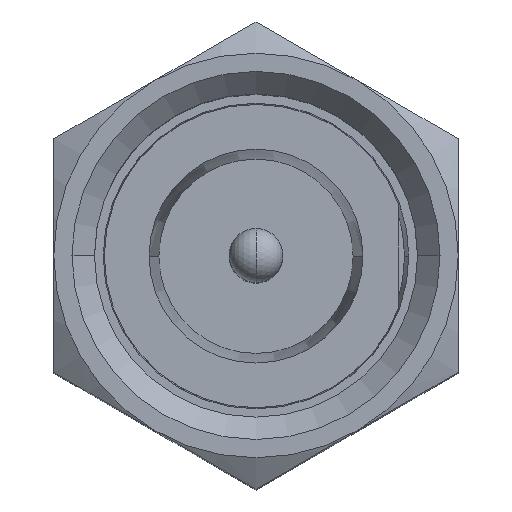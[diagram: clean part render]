
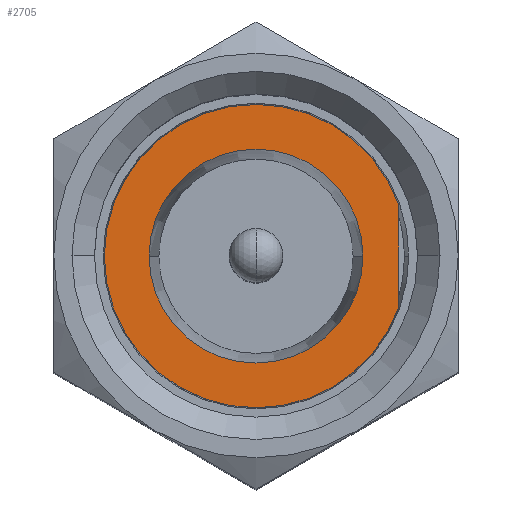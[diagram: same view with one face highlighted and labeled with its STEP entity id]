
A CAD part, top view. The second image highlights one B-rep face of the part: STEP entity #2705.
In plain terms, the highlighted planar face has unit normal (0, 0, 1).
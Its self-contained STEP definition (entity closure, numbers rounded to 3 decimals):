
#41 = AXIS2_PLACEMENT_3D ( 'NONE', #2302, #754, #2566 ) ;
#148 = CARTESIAN_POINT ( 'NONE',  ( 3.175, 1.145, -7.5 ) ) ;
#171 = CARTESIAN_POINT ( 'NONE',  ( 3.175, 1.145, -7.5 ) ) ;
#173 = AXIS2_PLACEMENT_3D ( 'NONE', #801, #2067, #533 ) ;
#437 = CARTESIAN_POINT ( 'NONE',  ( 2.38, 0., -7.5 ) ) ;
#439 = EDGE_CURVE ( 'NONE', #896, #1857, #1454, .T. ) ;
#501 = DIRECTION ( 'NONE',  ( 0., 0., 1. ) ) ;
#533 = DIRECTION ( 'NONE',  ( 1., 0., 0. ) ) ;
#663 = EDGE_CURVE ( 'NONE', #869, #3134, #2351, .T. ) ;
#721 = AXIS2_PLACEMENT_3D ( 'NONE', #2034, #501, #2305 ) ;
#754 = DIRECTION ( 'NONE',  ( 0., 0., 1. ) ) ;
#801 = CARTESIAN_POINT ( 'NONE',  ( 0., 0., -7.5 ) ) ;
#869 = VERTEX_POINT ( 'NONE', #171 ) ;
#896 = VERTEX_POINT ( 'NONE', #2411 ) ;
#988 = EDGE_LOOP ( 'NONE', ( #2493, #1697 ) ) ;
#1021 = CIRCLE ( 'NONE', #41, 2.38 ) ;
#1198 = DIRECTION ( 'NONE',  ( 0., -1., 0. ) ) ;
#1454 = CIRCLE ( 'NONE', #173, 2.38 ) ;
#1492 = DIRECTION ( 'NONE',  ( 0., 0., -1. ) ) ;
#1587 = CARTESIAN_POINT ( 'NONE',  ( 3.175, -1.145, -7.5 ) ) ;
#1697 = ORIENTED_EDGE ( 'NONE', *, *, #663, .F. ) ;
#1831 = ORIENTED_EDGE ( 'NONE', *, *, #439, .F. ) ;
#1857 = VERTEX_POINT ( 'NONE', #437 ) ;
#1915 = EDGE_CURVE ( 'NONE', #869, #3134, #2436, .T. ) ;
#1995 = PLANE ( 'NONE',  #2892 ) ;
#2034 = CARTESIAN_POINT ( 'NONE',  ( 0., 0., -7.5 ) ) ;
#2067 = DIRECTION ( 'NONE',  ( 0., 0., 1. ) ) ;
#2228 = ORIENTED_EDGE ( 'NONE', *, *, #2796, .F. ) ;
#2302 = CARTESIAN_POINT ( 'NONE',  ( 0., 0., -7.5 ) ) ;
#2305 = DIRECTION ( 'NONE',  ( 1., 0., 0. ) ) ;
#2351 = LINE ( 'NONE', #148, #3036 ) ;
#2411 = CARTESIAN_POINT ( 'NONE',  ( -2.38, 0., -7.5 ) ) ;
#2436 = CIRCLE ( 'NONE', #721, 3.375 ) ;
#2493 = ORIENTED_EDGE ( 'NONE', *, *, #1915, .T. ) ;
#2560 = EDGE_LOOP ( 'NONE', ( #2228, #1831 ) ) ;
#2566 = DIRECTION ( 'NONE',  ( 1., 0., 0. ) ) ;
#2705 = ADVANCED_FACE ( 'NONE', ( #2710, #3318 ), #1995, .F. ) ;
#2710 = FACE_BOUND ( 'NONE', #2560, .T. ) ;
#2796 = EDGE_CURVE ( 'NONE', #1857, #896, #1021, .T. ) ;
#2892 = AXIS2_PLACEMENT_3D ( 'NONE', #3052, #1492, #3306 ) ;
#3036 = VECTOR ( 'NONE', #1198, 1000. ) ;
#3052 = CARTESIAN_POINT ( 'NONE',  ( 0., 2.38, -7.5 ) ) ;
#3134 = VERTEX_POINT ( 'NONE', #1587 ) ;
#3306 = DIRECTION ( 'NONE',  ( -1., 0., 0. ) ) ;
#3318 = FACE_OUTER_BOUND ( 'NONE', #988, .T. ) ;
